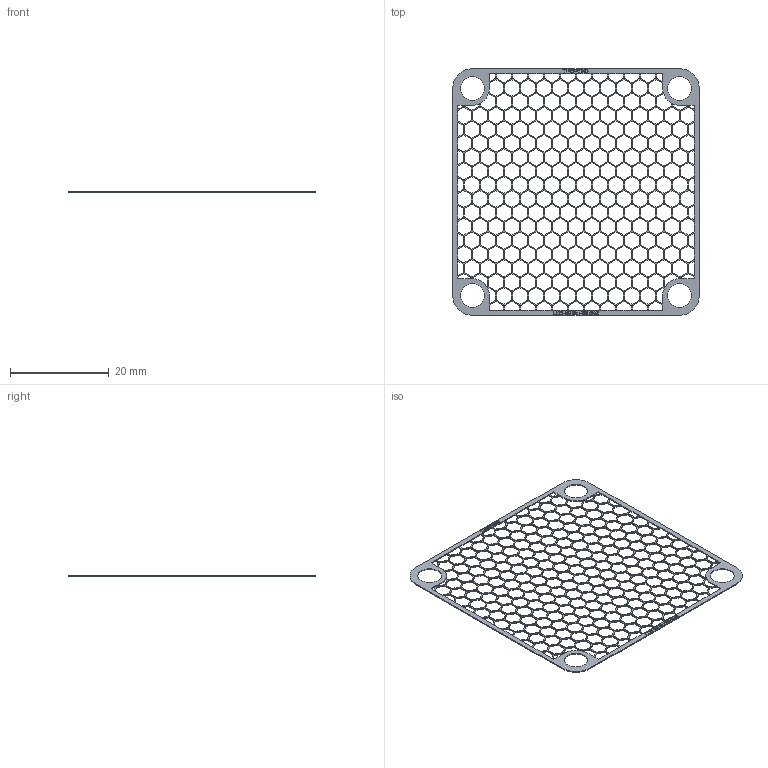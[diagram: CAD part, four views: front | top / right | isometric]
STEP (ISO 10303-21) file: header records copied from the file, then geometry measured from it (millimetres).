
FILE_DESCRIPTION (( 'STEP AP214' ), '1' );
FILE_NAME ('LEB-50-SH-30-B42.STEP', '2013-05-16T10:16:21', ( '' ), ( '' ), 'SwSTEP 2.0', 'SolidWorks 2013', '' );
FILE_SCHEMA (( 'AUTOMOTIVE_DESIGN' ));
Length unit declared in the file: millimetre
Products named in the file (1): LEB-50-SH-30-B42
Bounding box: 50 x 50 x 0.2 mm (x, y, z)
Volume: 116.1 mm3; surface area: 1733.1 mm2
Topology: 1 solids, 1 shells, 1947 faces, 5739 edges, 3826 vertices
Faces by surface type: plane 1697, bspline 232, cylinder 18
Full cylindrical faces by diameter (mm): 4.8 x4
Entity records: 65983 total; most frequent: CARTESIAN_POINT 14525, ORIENTED_EDGE 11470, DIRECTION 8739, EDGE_CURVE 5735, LINE 5235, VECTOR 5235, VERTEX_POINT 3826, EDGE_LOOP 2517
